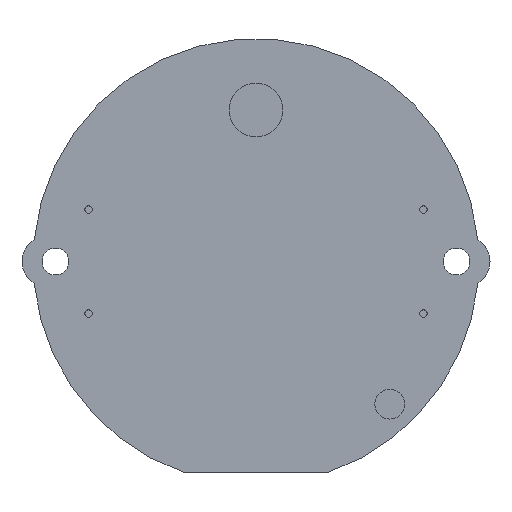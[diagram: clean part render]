
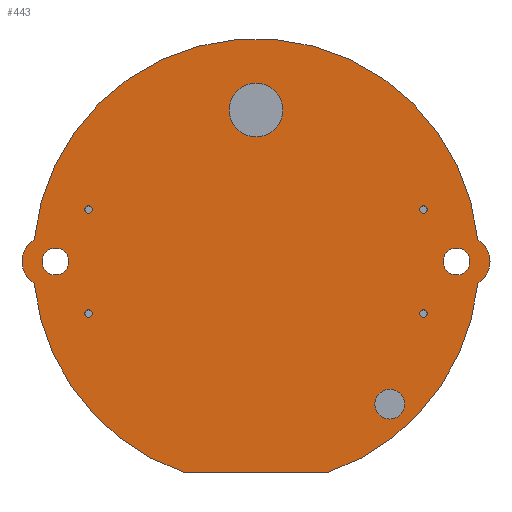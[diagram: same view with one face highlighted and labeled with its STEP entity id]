
A CAD part, front view. The second image highlights one B-rep face of the part: STEP entity #443.
In plain terms, the highlighted planar face has unit normal (0, -1, 0).
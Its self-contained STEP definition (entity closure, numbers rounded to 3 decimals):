
#28=FACE_BOUND('',#116,.T.);
#29=FACE_BOUND('',#117,.T.);
#30=FACE_BOUND('',#118,.T.);
#31=FACE_BOUND('',#119,.T.);
#37=PLANE('',#521);
#79=FACE_OUTER_BOUND('',#115,.T.);
#115=EDGE_LOOP('',(#381,#382,#383,#384,#385,#386));
#116=EDGE_LOOP('',(#387));
#117=EDGE_LOOP('',(#388));
#118=EDGE_LOOP('',(#389));
#119=EDGE_LOOP('',(#390));
#142=LINE('',#761,#163);
#163=VECTOR('',#610,10.);
#181=CIRCLE('',#484,0.9);
#186=CIRCLE('',#491,0.9);
#190=CIRCLE('',#498,1.);
#192=CIRCLE('',#502,1.8);
#193=CIRCLE('',#506,15.);
#195=CIRCLE('',#509,1.75);
#197=CIRCLE('',#512,15.);
#199=CIRCLE('',#515,1.75);
#201=CIRCLE('',#518,15.);
#217=VERTEX_POINT('',#720);
#222=VERTEX_POINT('',#734);
#226=VERTEX_POINT('',#747);
#228=VERTEX_POINT('',#754);
#229=VERTEX_POINT('',#759);
#230=VERTEX_POINT('',#760);
#233=VERTEX_POINT('',#768);
#235=VERTEX_POINT('',#774);
#237=VERTEX_POINT('',#780);
#239=VERTEX_POINT('',#786);
#258=EDGE_CURVE('',#217,#217,#181,.T.);
#265=EDGE_CURVE('',#222,#222,#186,.T.);
#271=EDGE_CURVE('',#226,#226,#190,.T.);
#274=EDGE_CURVE('',#228,#228,#192,.T.);
#275=EDGE_CURVE('',#229,#230,#142,.T.);
#279=EDGE_CURVE('',#233,#230,#193,.T.);
#282=EDGE_CURVE('',#235,#233,#195,.T.);
#285=EDGE_CURVE('',#237,#235,#197,.T.);
#288=EDGE_CURVE('',#239,#237,#199,.T.);
#291=EDGE_CURVE('',#229,#239,#201,.T.);
#381=ORIENTED_EDGE('',*,*,#291,.F.);
#382=ORIENTED_EDGE('',*,*,#275,.T.);
#383=ORIENTED_EDGE('',*,*,#279,.F.);
#384=ORIENTED_EDGE('',*,*,#282,.F.);
#385=ORIENTED_EDGE('',*,*,#285,.F.);
#386=ORIENTED_EDGE('',*,*,#288,.F.);
#387=ORIENTED_EDGE('',*,*,#258,.T.);
#388=ORIENTED_EDGE('',*,*,#265,.T.);
#389=ORIENTED_EDGE('',*,*,#271,.T.);
#390=ORIENTED_EDGE('',*,*,#274,.T.);
#443=ADVANCED_FACE('',(#79,#28,#29,#30,#31),#37,.F.);
#484=AXIS2_PLACEMENT_3D('',#722,#563,#564);
#491=AXIS2_PLACEMENT_3D('',#736,#579,#580);
#498=AXIS2_PLACEMENT_3D('',#749,#595,#596);
#502=AXIS2_PLACEMENT_3D('',#756,#604,#605);
#506=AXIS2_PLACEMENT_3D('',#769,#616,#617);
#509=AXIS2_PLACEMENT_3D('',#775,#623,#624);
#512=AXIS2_PLACEMENT_3D('',#781,#630,#631);
#515=AXIS2_PLACEMENT_3D('',#787,#637,#638);
#518=AXIS2_PLACEMENT_3D('',#792,#644,#645);
#521=AXIS2_PLACEMENT_3D('',#795,#650,#651);
#563=DIRECTION('center_axis',(0.,1.,0.));
#564=DIRECTION('ref_axis',(0.,0.,1.));
#579=DIRECTION('center_axis',(0.,1.,0.));
#580=DIRECTION('ref_axis',(0.,0.,1.));
#595=DIRECTION('center_axis',(0.,1.,0.));
#596=DIRECTION('ref_axis',(1.,0.,0.));
#604=DIRECTION('center_axis',(0.,1.,0.));
#605=DIRECTION('ref_axis',(1.,0.,0.));
#610=DIRECTION('',(1.,0.,0.));
#616=DIRECTION('center_axis',(0.,1.,0.));
#617=DIRECTION('ref_axis',(1.,0.,0.));
#623=DIRECTION('center_axis',(0.,1.,0.));
#624=DIRECTION('ref_axis',(1.,0.,0.));
#630=DIRECTION('center_axis',(0.,1.,0.));
#631=DIRECTION('ref_axis',(1.,0.,0.));
#637=DIRECTION('center_axis',(0.,1.,0.));
#638=DIRECTION('ref_axis',(1.,0.,0.));
#644=DIRECTION('center_axis',(0.,1.,0.));
#645=DIRECTION('ref_axis',(1.,0.,0.));
#650=DIRECTION('center_axis',(0.,1.,0.));
#651=DIRECTION('ref_axis',(1.,0.,0.));
#720=CARTESIAN_POINT('',(13.5,0.,-0.9));
#722=CARTESIAN_POINT('Origin',(13.5,0.,0.));
#734=CARTESIAN_POINT('',(-13.5,0.,-0.9));
#736=CARTESIAN_POINT('Origin',(-13.5,0.,0.));
#747=CARTESIAN_POINT('',(8.,0.,-9.6));
#749=CARTESIAN_POINT('Origin',(9.,0.,-9.6));
#754=CARTESIAN_POINT('',(-1.8,0.,10.2));
#756=CARTESIAN_POINT('Origin',(0.,0.,10.2));
#759=CARTESIAN_POINT('',(-4.833,0.,-14.2));
#760=CARTESIAN_POINT('',(4.833,0.,-14.2));
#761=CARTESIAN_POINT('',(-4.833,0.,-14.2));
#768=CARTESIAN_POINT('',(14.926,0.,-1.485));
#769=CARTESIAN_POINT('Origin',(0.,0.,0.));
#774=CARTESIAN_POINT('',(14.926,0.,1.485));
#775=CARTESIAN_POINT('Origin',(14.,0.,0.));
#780=CARTESIAN_POINT('',(-14.926,0.,1.485));
#781=CARTESIAN_POINT('Origin',(0.,0.,0.));
#786=CARTESIAN_POINT('',(-14.926,0.,-1.485));
#787=CARTESIAN_POINT('Origin',(-14.,0.,0.));
#792=CARTESIAN_POINT('Origin',(0.,0.,0.));
#795=CARTESIAN_POINT('Origin',(0.,0.,0.4));
